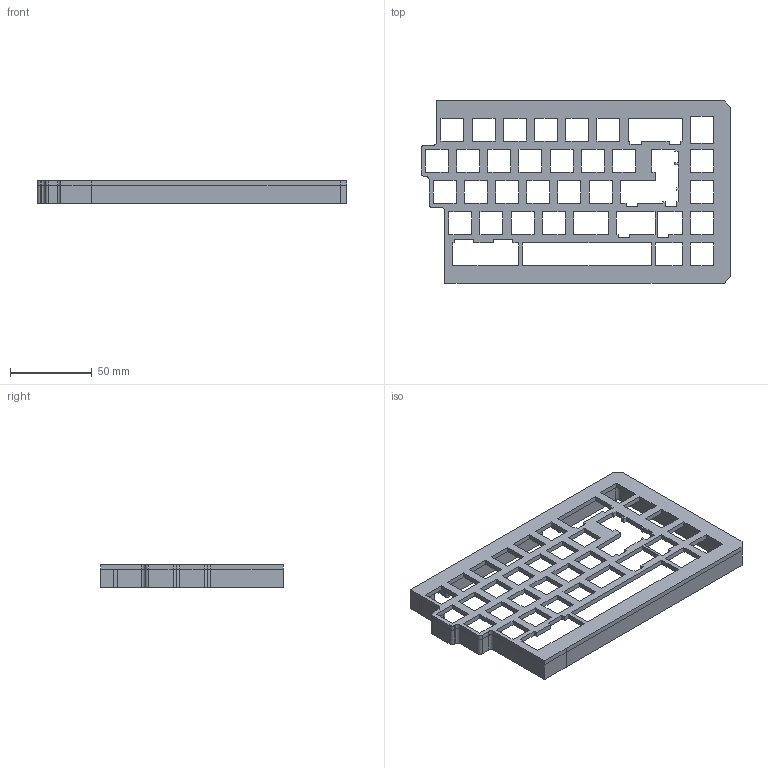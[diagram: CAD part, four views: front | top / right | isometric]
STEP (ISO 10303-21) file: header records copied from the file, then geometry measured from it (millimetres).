
FILE_DESCRIPTION(/* description */ (''),/* implementation_level */ '2;1');
FILE_NAME(/* name */ 'case-right-65 v11.step',/* time_stamp */ '2022-04-09T21:05:14-04:00',/* author */ (''),/* organization */ (''),/* preprocessor_version */ 'ST-DEVELOPER v18.1',/* originating_system */ 'Autodesk Translation Framework v10.14.0.1471',/* authorisation */ '');
FILE_SCHEMA (('AUTOMOTIVE_DESIGN { 1 0 10303 214 3 1 1 }'));
Length unit declared in the file: millimetre
Products named in the file (1): case-right-65
Bounding box: 188.97 x 111.26 x 14 mm (x, y, z)
Volume: 70610.4 mm3; surface area: 49754.3 mm2
Topology: 3 solids, 3 shells, 282 faces, 828 edges, 552 vertices
Faces by surface type: plane 244, bspline 38
Entity records: 9902 total; most frequent: CARTESIAN_POINT 2445, ORIENTED_EDGE 1656, DIRECTION 1242, EDGE_CURVE 828, LINE 752, VECTOR 752, VERTEX_POINT 552, EDGE_LOOP 370
